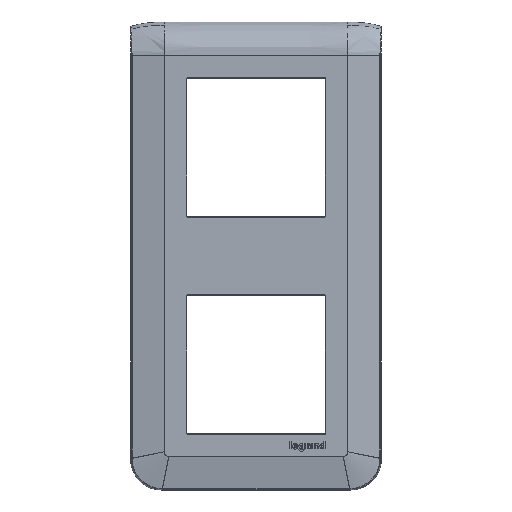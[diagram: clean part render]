
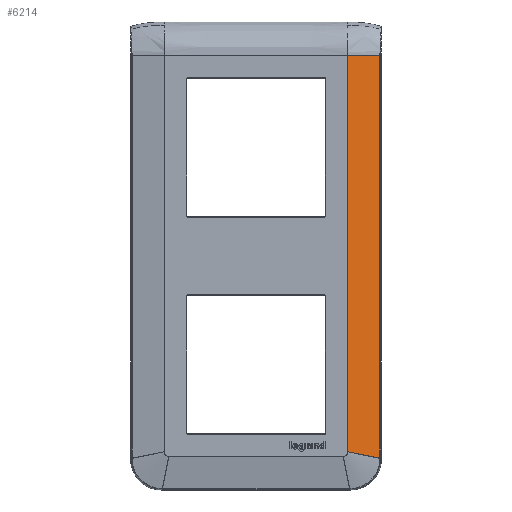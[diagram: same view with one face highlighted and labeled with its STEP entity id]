
A CAD part, top view. The second image highlights one B-rep face of the part: STEP entity #6214.
In plain terms, the highlighted free-form (B-spline) face has degree [5, 1] with [6, 2] control points.
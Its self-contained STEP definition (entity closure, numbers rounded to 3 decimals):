
#5606=CARTESIAN_POINT('Vertex',(40.525,-30.544,6.723)) ;
#5791=CARTESIAN_POINT('Vertex',(40.525,101.,6.723)) ;
#5795=CARTESIAN_POINT('Control Point',(40.525,101.,6.723)) ;
#5796=CARTESIAN_POINT('Control Point',(40.525,99.435,6.723)) ;
#5797=CARTESIAN_POINT('Control Point',(40.525,97.857,6.723)) ;
#5798=CARTESIAN_POINT('Control Point',(40.525,96.244,6.723)) ;
#5799=CARTESIAN_POINT('Control Point',(40.525,92.931,6.723)) ;
#5800=CARTESIAN_POINT('Control Point',(40.525,89.622,6.723)) ;
#5801=CARTESIAN_POINT('Control Point',(40.525,87.868,6.723)) ;
#5802=CARTESIAN_POINT('Control Point',(40.525,75.476,6.723)) ;
#5803=CARTESIAN_POINT('Control Point',(40.525,63.109,6.723)) ;
#5804=CARTESIAN_POINT('Control Point',(40.525,52.29,6.723)) ;
#5805=CARTESIAN_POINT('Control Point',(40.525,33.782,6.723)) ;
#5806=CARTESIAN_POINT('Control Point',(40.525,15.151,6.723)) ;
#5807=CARTESIAN_POINT('Control Point',(40.525,7.102,6.723)) ;
#5808=CARTESIAN_POINT('Control Point',(40.525,-5.018,6.723)) ;
#5809=CARTESIAN_POINT('Control Point',(40.525,-17.567,6.723)) ;
#5810=CARTESIAN_POINT('Control Point',(40.525,-21.818,6.723)) ;
#5811=CARTESIAN_POINT('Control Point',(40.525,-26.14,6.723)) ;
#5812=CARTESIAN_POINT('Control Point',(40.525,-30.544,6.723)) ;
#6153=CARTESIAN_POINT('Control Point',(30.017,-28.472,8.497)) ;
#6154=CARTESIAN_POINT('Control Point',(32.118,-28.887,8.142)) ;
#6155=CARTESIAN_POINT('Control Point',(34.22,-29.301,7.788)) ;
#6156=CARTESIAN_POINT('Control Point',(36.322,-29.715,7.433)) ;
#6157=CARTESIAN_POINT('Control Point',(38.424,-30.13,7.078)) ;
#6158=CARTESIAN_POINT('Control Point',(40.525,-30.544,6.723)) ;
#6159=CARTESIAN_POINT('Vertex',(30.017,-28.472,8.497)) ;
#6178=CARTESIAN_POINT('Control Point',(30.,101.,8.5)) ;
#6179=CARTESIAN_POINT('Control Point',(40.649,101.,6.702)) ;
#6180=CARTESIAN_POINT('Control Point',(30.,73.723,8.5)) ;
#6181=CARTESIAN_POINT('Control Point',(40.649,76.123,6.702)) ;
#6182=CARTESIAN_POINT('Control Point',(30.,46.447,8.5)) ;
#6183=CARTESIAN_POINT('Control Point',(40.649,51.245,6.702)) ;
#6184=CARTESIAN_POINT('Control Point',(30.,23.212,8.5)) ;
#6185=CARTESIAN_POINT('Control Point',(40.649,24.402,6.702)) ;
#6186=CARTESIAN_POINT('Control Point',(30.,-10.674,8.5)) ;
#6187=CARTESIAN_POINT('Control Point',(40.649,1.777,6.702)) ;
#6188=CARTESIAN_POINT('Control Point',(30.,-28.469,8.5)) ;
#6189=CARTESIAN_POINT('Control Point',(40.649,-30.568,6.702)) ;
#6191=CARTESIAN_POINT('Control Point',(30.017,101.,8.497)) ;
#6192=CARTESIAN_POINT('Control Point',(32.118,101.,8.142)) ;
#6193=CARTESIAN_POINT('Control Point',(34.22,101.,7.788)) ;
#6194=CARTESIAN_POINT('Control Point',(36.322,101.,7.433)) ;
#6195=CARTESIAN_POINT('Control Point',(38.424,101.,7.078)) ;
#6196=CARTESIAN_POINT('Control Point',(40.525,101.,6.723)) ;
#6197=CARTESIAN_POINT('Vertex',(30.017,101.,8.497)) ;
#6201=CARTESIAN_POINT('Control Point',(30.017,-28.472,8.497)) ;
#6202=CARTESIAN_POINT('Control Point',(30.017,-10.655,8.497)) ;
#6203=CARTESIAN_POINT('Control Point',(30.017,23.214,8.497)) ;
#6204=CARTESIAN_POINT('Control Point',(30.017,46.454,8.497)) ;
#6205=CARTESIAN_POINT('Control Point',(30.017,73.726,8.497)) ;
#6206=CARTESIAN_POINT('Control Point',(30.017,101.,8.497)) ;
#6209=ORIENTED_EDGE('',*,*,#6199,.F.) ;
#6210=ORIENTED_EDGE('',*,*,#6207,.F.) ;
#6211=ORIENTED_EDGE('',*,*,#6161,.T.) ;
#6212=ORIENTED_EDGE('',*,*,#5813,.F.) ;
#6214=ADVANCED_FACE('ABS',(#6213),#6177,.T.) ;
#5794=B_SPLINE_CURVE_WITH_KNOTS('',5,(#5795,#5796,#5797,#5798,#5799,#5800,#5801,#5802,#5803,#5804,#5805,#5806,#5807,#5808,#5809,#5810,#5811,#5812),.UNSPECIFIED.,.F.,.U.,(6,3,3,3,3,6),(39.079,50.222,62.817,139.227,195.757,224.127),.UNSPECIFIED.) ;
#6152=B_SPLINE_CURVE_WITH_KNOTS('',5,(#6153,#6154,#6155,#6156,#6157,#6158),.UNSPECIFIED.,.F.,.U.,(6,6),(0.017,10.816),.UNSPECIFIED.) ;
#6190=B_SPLINE_CURVE_WITH_KNOTS('',5,(#6191,#6192,#6193,#6194,#6195,#6196),.UNSPECIFIED.,.F.,.U.,(6,6),(0.017,10.816),.UNSPECIFIED.) ;
#6200=B_SPLINE_CURVE_WITH_KNOTS('',5,(#6201,#6202,#6203,#6204,#6205,#6206),.UNSPECIFIED.,.F.,.U.,(6,6),(-52.108,78.414),.UNSPECIFIED.) ;
#6177=B_SPLINE_SURFACE_WITH_KNOTS('',5,1,((#6178,#6179),(#6180,#6181),(#6182,#6183),(#6184,#6185),(#6186,#6187),(#6188,#6189)),.UNSPECIFIED.,.F.,.F.,.U.,(6,6),(2,2),(0.,130.523),(0.,10.943),.UNSPECIFIED.) ;
#5813=EDGE_CURVE('',#5792,#5607,#5794,.T.) ;
#6161=EDGE_CURVE('',#6160,#5607,#6152,.T.) ;
#6199=EDGE_CURVE('',#6198,#5792,#6190,.T.) ;
#6207=EDGE_CURVE('',#6160,#6198,#6200,.T.) ;
#6208=EDGE_LOOP('',(#6209,#6210,#6211,#6212)) ;
#6213=FACE_OUTER_BOUND('',#6208,.T.) ;
#5607=VERTEX_POINT('',#5606) ;
#5792=VERTEX_POINT('',#5791) ;
#6160=VERTEX_POINT('',#6159) ;
#6198=VERTEX_POINT('',#6197) ;
